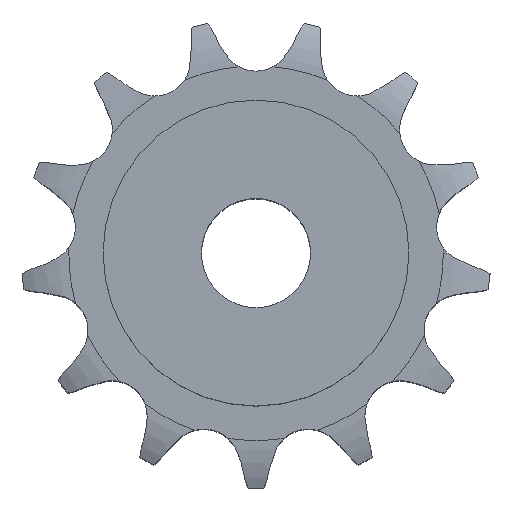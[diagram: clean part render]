
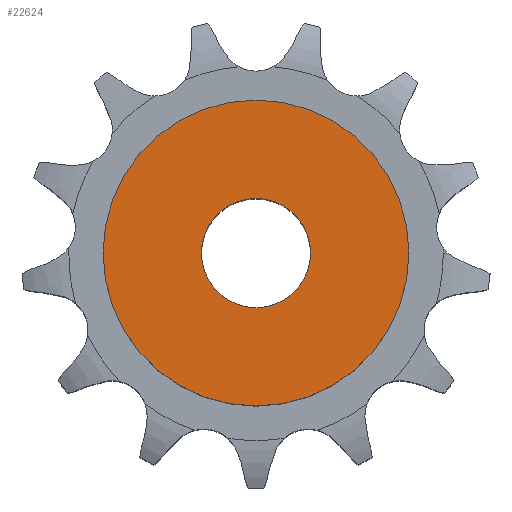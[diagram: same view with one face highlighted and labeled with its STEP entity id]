
A CAD part, top view. The second image highlights one B-rep face of the part: STEP entity #22624.
In plain terms, the highlighted planar face has unit normal (0, 0, 1).
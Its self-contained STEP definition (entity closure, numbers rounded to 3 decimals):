
#12228 = CYLINDRICAL_SURFACE('',#12229,5.);
#12229 = AXIS2_PLACEMENT_3D('',#12230,#12231,#12232);
#12230 = CARTESIAN_POINT('',(0.,0.,78.362));
#12231 = DIRECTION('',(0.,0.,1.));
#12232 = DIRECTION('',(1.,0.,0.));
#15493 = EDGE_CURVE('',#15494,#15494,#15496,.T.);
#15494 = VERTEX_POINT('',#15495);
#15495 = CARTESIAN_POINT('',(5.,0.,35.));
#15496 = SURFACE_CURVE('',#15497,(#15502,#15509),.PCURVE_S1.);
#15497 = CIRCLE('',#15498,5.);
#15498 = AXIS2_PLACEMENT_3D('',#15499,#15500,#15501);
#15499 = CARTESIAN_POINT('',(0.,0.,35.));
#15500 = DIRECTION('',(0.,0.,1.));
#15501 = DIRECTION('',(1.,0.,0.));
#15502 = PCURVE('',#12228,#15503);
#15503 = DEFINITIONAL_REPRESENTATION('',(#15504),#15508);
#15504 = LINE('',#15505,#15506);
#15505 = CARTESIAN_POINT('',(0.,-43.362));
#15506 = VECTOR('',#15507,1.);
#15507 = DIRECTION('',(1.,0.));
#15508 = ( GEOMETRIC_REPRESENTATION_CONTEXT(2) 
PARAMETRIC_REPRESENTATION_CONTEXT() REPRESENTATION_CONTEXT('2D SPACE',''
  ) );
#15509 = PCURVE('',#15510,#15515);
#15510 = PLANE('',#15511);
#15511 = AXIS2_PLACEMENT_3D('',#15512,#15513,#15514);
#15512 = CARTESIAN_POINT('',(0.,0.,35.)
  );
#15513 = DIRECTION('',(0.,0.,1.));
#15514 = DIRECTION('',(1.,0.,0.));
#15515 = DEFINITIONAL_REPRESENTATION('',(#15516),#15520);
#15516 = CIRCLE('',#15517,5.);
#15517 = AXIS2_PLACEMENT_2D('',#15518,#15519);
#15518 = CARTESIAN_POINT('',(0.,0.));
#15519 = DIRECTION('',(1.,0.));
#15520 = ( GEOMETRIC_REPRESENTATION_CONTEXT(2) 
PARAMETRIC_REPRESENTATION_CONTEXT() REPRESENTATION_CONTEXT('2D SPACE',''
  ) );
#22624 = ADVANCED_FACE('',(#22625,#22656),#15510,.T.);
#22625 = FACE_BOUND('',#22626,.T.);
#22626 = EDGE_LOOP('',(#22627));
#22627 = ORIENTED_EDGE('',*,*,#22628,.T.);
#22628 = EDGE_CURVE('',#22629,#22629,#22631,.T.);
#22629 = VERTEX_POINT('',#22630);
#22630 = CARTESIAN_POINT('',(14.,0.,35.));
#22631 = SURFACE_CURVE('',#22632,(#22637,#22644),.PCURVE_S1.);
#22632 = CIRCLE('',#22633,14.);
#22633 = AXIS2_PLACEMENT_3D('',#22634,#22635,#22636);
#22634 = CARTESIAN_POINT('',(0.,0.,35.));
#22635 = DIRECTION('',(0.,0.,1.));
#22636 = DIRECTION('',(1.,0.,0.));
#22637 = PCURVE('',#15510,#22638);
#22638 = DEFINITIONAL_REPRESENTATION('',(#22639),#22643);
#22639 = CIRCLE('',#22640,14.);
#22640 = AXIS2_PLACEMENT_2D('',#22641,#22642);
#22641 = CARTESIAN_POINT('',(0.,0.));
#22642 = DIRECTION('',(1.,0.));
#22643 = ( GEOMETRIC_REPRESENTATION_CONTEXT(2) 
PARAMETRIC_REPRESENTATION_CONTEXT() REPRESENTATION_CONTEXT('2D SPACE',''
  ) );
#22644 = PCURVE('',#22645,#22650);
#22645 = CYLINDRICAL_SURFACE('',#22646,14.);
#22646 = AXIS2_PLACEMENT_3D('',#22647,#22648,#22649);
#22647 = CARTESIAN_POINT('',(0.,0.,0.));
#22648 = DIRECTION('',(-0.,-0.,-1.));
#22649 = DIRECTION('',(1.,0.,0.));
#22650 = DEFINITIONAL_REPRESENTATION('',(#22651),#22655);
#22651 = LINE('',#22652,#22653);
#22652 = CARTESIAN_POINT('',(-0.,-35.));
#22653 = VECTOR('',#22654,1.);
#22654 = DIRECTION('',(-1.,0.));
#22655 = ( GEOMETRIC_REPRESENTATION_CONTEXT(2) 
PARAMETRIC_REPRESENTATION_CONTEXT() REPRESENTATION_CONTEXT('2D SPACE',''
  ) );
#22656 = FACE_BOUND('',#22657,.T.);
#22657 = EDGE_LOOP('',(#22658));
#22658 = ORIENTED_EDGE('',*,*,#15493,.F.);
